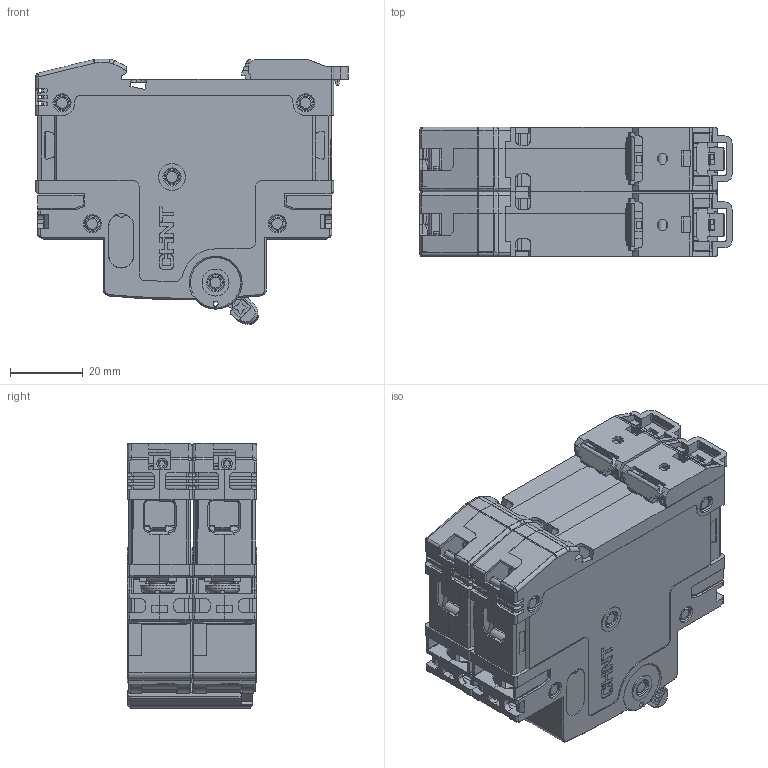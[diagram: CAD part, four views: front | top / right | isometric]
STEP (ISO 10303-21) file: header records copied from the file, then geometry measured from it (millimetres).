
FILE_DESCRIPTION((''),'2;1');
FILE_NAME('NB8-63H_2P2023060001_ASM','2023-07-26T12:50:23',('huangwz'),(''),'CREO PARAMETRIC BY PTC INC, 2020044','CREO PARAMETRIC BY PTC INC, 2020044','');
FILE_SCHEMA(('CONFIG_CONTROL_DESIGN','SHAPE_APPEARANCE_LAYERS_GROUPS'));
Products named in the file (1): NB8-63H_2P2023060001_ASM
Bounding box: 86 x 35.6 x 73.09 mm (x, y, z)
Surface area: 78289.8 mm2 (no closed solid volume)
Topology: 0 solids, 43 shells, 6011 faces, 17115 edges, 11319 vertices
Faces by surface type: plane 3869, cylinder 1178, extrusion 630, cone 176, torus 86, bspline 52, sphere 20
Entity records: 236810 total; most frequent: CARTESIAN_POINT 46326, ORIENTED_EDGE 34182, DIRECTION 29622, EDGE_CURVE 17091, VECTOR 12734, LINE 12104, VERTEX_POINT 11323, AXIS2_PLACEMENT_3D 8444
